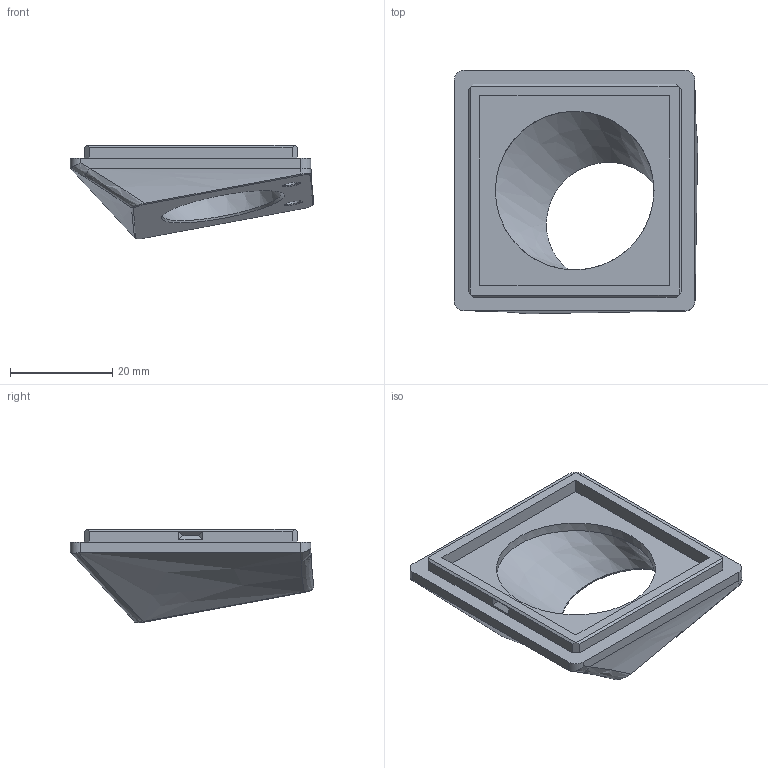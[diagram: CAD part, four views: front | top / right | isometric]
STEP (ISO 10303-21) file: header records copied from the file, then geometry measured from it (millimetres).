
FILE_DESCRIPTION(/* description */ (''),/* implementation_level */ '2;1');
FILE_NAME(/* name */ 'Bracket.step',/* time_stamp */ '2024-08-24T13:45:03-07:00',/* author */ (''),/* organization */ (''),/* preprocessor_version */ 'ST-DEVELOPER v20',/* originating_system */ 'Autodesk Translation Framework v13.14.0.145',/* authorisation */ '');
FILE_SCHEMA (('AUTOMOTIVE_DESIGN { 1 0 10303 214 3 1 1 }'));
Length unit declared in the file: millimetre
Products named in the file (1): Bracket
Bounding box: 47.53 x 47.53 x 18.27 mm (x, y, z)
Volume: 12902.2 mm3; surface area: 6273.4 mm2
Topology: 1 solids, 1 shells, 71 faces, 174 edges, 111 vertices
Faces by surface type: plane 34, bspline 28, cylinder 7, cone 2
Full cylindrical faces by diameter (mm): 3.3 x2, 31 x1
Entity records: 2792 total; most frequent: CARTESIAN_POINT 1257, ORIENTED_EDGE 348, DIRECTION 226, EDGE_CURVE 174, VERTEX_POINT 111, LINE 104, VECTOR 104, EDGE_LOOP 79
